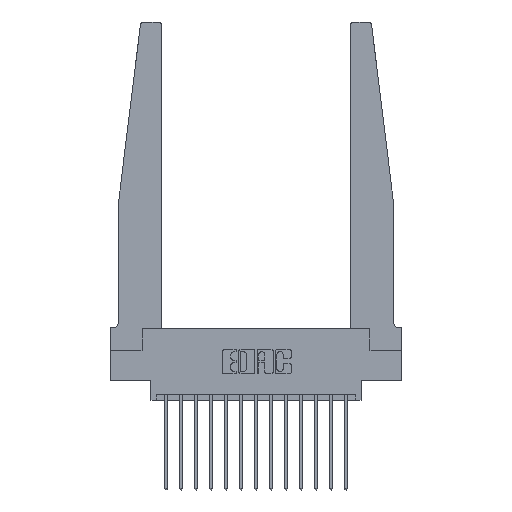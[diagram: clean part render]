
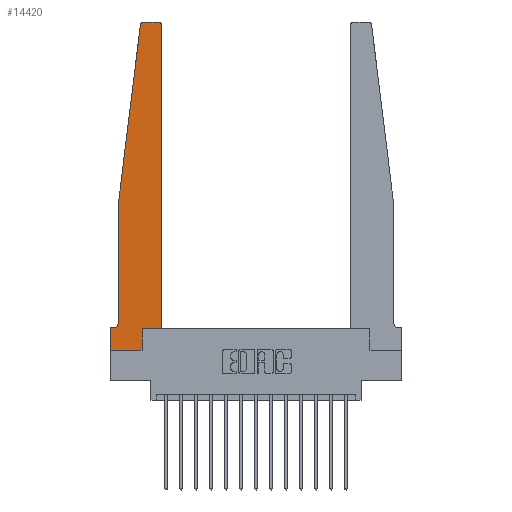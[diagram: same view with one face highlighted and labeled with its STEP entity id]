
A CAD part, top view. The second image highlights one B-rep face of the part: STEP entity #14420.
In plain terms, the highlighted planar face has unit normal (0, 0, 1).
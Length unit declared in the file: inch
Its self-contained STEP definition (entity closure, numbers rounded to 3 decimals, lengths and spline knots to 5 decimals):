
#372 = EDGE_CURVE ( 'NONE', #1385, #8853, #4559, .T. ) ;
#384 = LINE ( 'NONE', #16754, #10672 ) ;
#441 = CARTESIAN_POINT ( 'NONE',  ( 0.395, 2.72, 0.37 ) ) ;
#1385 = VERTEX_POINT ( 'NONE', #4754 ) ;
#1413 = DIRECTION ( 'NONE',  ( 1., 0., 0. ) ) ;
#1732 = CARTESIAN_POINT ( 'NONE',  ( 0., 0.1875, 0.37 ) ) ;
#1781 = DIRECTION ( 'NONE',  ( 1., 0., 0. ) ) ;
#1895 = VERTEX_POINT ( 'NONE', #16940 ) ;
#2900 = DIRECTION ( 'NONE',  ( -1., 0., 0. ) ) ;
#2961 = AXIS2_PLACEMENT_3D ( 'NONE', #11996, #3962, #13316 ) ;
#3075 = LINE ( 'NONE', #10925, #10217 ) ;
#3082 = DIRECTION ( 'NONE',  ( 1., 0., 0. ) ) ;
#3962 = DIRECTION ( 'NONE',  ( 0., 0., 1. ) ) ;
#4102 = DIRECTION ( 'NONE',  ( 0., 0., -1. ) ) ;
#4559 = LINE ( 'NONE', #7654, #15248 ) ;
#4754 = CARTESIAN_POINT ( 'NONE',  ( 0.2605, 0., 0.37 ) ) ;
#4777 = EDGE_LOOP ( 'NONE', ( #5012, #12424, #14972, #5196, #5041, #12009, #9928, #14432, #8759, #12982, #14663, #11328 ) ) ;
#4812 = CARTESIAN_POINT ( 'NONE',  ( 0.395, 2.75, 0.37 ) ) ;
#4968 = VERTEX_POINT ( 'NONE', #5477 ) ;
#5012 = ORIENTED_EDGE ( 'NONE', *, *, #6880, .T. ) ;
#5041 = ORIENTED_EDGE ( 'NONE', *, *, #11266, .T. ) ;
#5156 = VECTOR ( 'NONE', #10223, 39.37008 ) ;
#5181 = CARTESIAN_POINT ( 'NONE',  ( 0.425, 2.72, 0.37 ) ) ;
#5196 = ORIENTED_EDGE ( 'NONE', *, *, #7227, .T. ) ;
#5205 = LINE ( 'NONE', #10764, #15467 ) ;
#5264 = VECTOR ( 'NONE', #15289, 39.37008 ) ;
#5325 = FACE_OUTER_BOUND ( 'NONE', #4777, .T. ) ;
#5330 = CARTESIAN_POINT ( 'NONE',  ( 0.065, 0.1875, 0.37 ) ) ;
#5431 = VERTEX_POINT ( 'NONE', #10704 ) ;
#5451 = VERTEX_POINT ( 'NONE', #10755 ) ;
#5477 = CARTESIAN_POINT ( 'NONE',  ( 0.065, 0.2375, 0.37 ) ) ;
#5485 = AXIS2_PLACEMENT_3D ( 'NONE', #12138, #4102, #13457 ) ;
#5547 = VECTOR ( 'NONE', #10964, 39.37008 ) ;
#5754 = CARTESIAN_POINT ( 'NONE',  ( 0.27653, 2.75, 0.37 ) ) ;
#5987 = CARTESIAN_POINT ( 'NONE',  ( 0.065, 1.25, 0.37 ) ) ;
#6880 = EDGE_CURVE ( 'NONE', #15836, #12089, #3075, .T. ) ;
#7000 = DIRECTION ( 'NONE',  ( 0., 1., 0. ) ) ;
#7227 = EDGE_CURVE ( 'NONE', #13396, #4968, #9155, .T. ) ;
#7493 = EDGE_CURVE ( 'NONE', #14084, #1895, #11226, .T. ) ;
#7631 = EDGE_CURVE ( 'NONE', #1895, #5451, #16221, .T. ) ;
#7654 = CARTESIAN_POINT ( 'NONE',  ( 0.2605, 0.18, 0.37 ) ) ;
#7664 = CARTESIAN_POINT ( 'NONE',  ( 0.015, 0.1875, 0.37 ) ) ;
#7665 = VECTOR ( 'NONE', #13366, 39.37008 ) ;
#8759 = ORIENTED_EDGE ( 'NONE', *, *, #372, .T. ) ;
#8853 = VERTEX_POINT ( 'NONE', #9883 ) ;
#9155 = LINE ( 'NONE', #12910, #5156 ) ;
#9268 = LINE ( 'NONE', #15226, #5264 ) ;
#9536 = EDGE_CURVE ( 'NONE', #8853, #5431, #9268, .T. ) ;
#9634 = CARTESIAN_POINT ( 'NONE',  ( 0., 0., 0.37 ) ) ;
#9692 = CARTESIAN_POINT ( 'NONE',  ( 0.24675, 2.72367, 0.37 ) ) ;
#9777 = PLANE ( 'NONE',  #16166 ) ;
#9834 = DIRECTION ( 'NONE',  ( 0., 0., 1. ) ) ;
#9883 = CARTESIAN_POINT ( 'NONE',  ( 0.2605, 0.18, 0.37 ) ) ;
#9928 = ORIENTED_EDGE ( 'NONE', *, *, #7631, .T. ) ;
#10217 = VECTOR ( 'NONE', #2900, 39.37008 ) ;
#10223 = DIRECTION ( 'NONE',  ( 0., -1., 0. ) ) ;
#10672 = VECTOR ( 'NONE', #14168, 39.37008 ) ;
#10704 = CARTESIAN_POINT ( 'NONE',  ( 0.425, 0.18, 0.37 ) ) ;
#10755 = CARTESIAN_POINT ( 'NONE',  ( 0., 0., 0.37 ) ) ;
#10764 = CARTESIAN_POINT ( 'NONE',  ( 0.425, 0.18, 0.37 ) ) ;
#10774 = VECTOR ( 'NONE', #1413, 39.37008 ) ;
#10794 = VERTEX_POINT ( 'NONE', #9692 ) ;
#10797 = CARTESIAN_POINT ( 'NONE',  ( 0., 0., 0.37 ) ) ;
#10925 = CARTESIAN_POINT ( 'NONE',  ( 0.25, 2.75, 0.37 ) ) ;
#10964 = DIRECTION ( 'NONE',  ( 0., -1., 0. ) ) ;
#11112 = DIRECTION ( 'NONE',  ( 0., 0., 1. ) ) ;
#11226 = LINE ( 'NONE', #5330, #7665 ) ;
#11266 = EDGE_CURVE ( 'NONE', #4968, #14084, #15658, .T. ) ;
#11328 = ORIENTED_EDGE ( 'NONE', *, *, #14437, .T. ) ;
#11996 = CARTESIAN_POINT ( 'NONE',  ( 0.27653, 2.72, 0.37 ) ) ;
#12009 = ORIENTED_EDGE ( 'NONE', *, *, #7493, .T. ) ;
#12089 = VERTEX_POINT ( 'NONE', #5754 ) ;
#12138 = CARTESIAN_POINT ( 'NONE',  ( 0.015, 0.2375, 0.37 ) ) ;
#12424 = ORIENTED_EDGE ( 'NONE', *, *, #14797, .T. ) ;
#12462 = CIRCLE ( 'NONE', #2961, 0.03 ) ;
#12910 = CARTESIAN_POINT ( 'NONE',  ( 0.065, 1.25, 0.37 ) ) ;
#12982 = ORIENTED_EDGE ( 'NONE', *, *, #9536, .T. ) ;
#13316 = DIRECTION ( 'NONE',  ( 1., 0., 0. ) ) ;
#13366 = DIRECTION ( 'NONE',  ( -1., 0., 0. ) ) ;
#13396 = VERTEX_POINT ( 'NONE', #5987 ) ;
#13457 = DIRECTION ( 'NONE',  ( -1., 0., 0. ) ) ;
#13499 = AXIS2_PLACEMENT_3D ( 'NONE', #441, #9834, #1781 ) ;
#14084 = VERTEX_POINT ( 'NONE', #7664 ) ;
#14168 = DIRECTION ( 'NONE',  ( -0.122, -0.992, 0. ) ) ;
#14330 = LINE ( 'NONE', #10797, #10774 ) ;
#14420 = ADVANCED_FACE ( 'NONE', ( #5325 ), #9777, .T. ) ;
#14432 = ORIENTED_EDGE ( 'NONE', *, *, #14926, .T. ) ;
#14437 = EDGE_CURVE ( 'NONE', #14813, #15836, #15989, .T. ) ;
#14663 = ORIENTED_EDGE ( 'NONE', *, *, #16663, .T. ) ;
#14797 = EDGE_CURVE ( 'NONE', #12089, #10794, #12462, .T. ) ;
#14813 = VERTEX_POINT ( 'NONE', #5181 ) ;
#14926 = EDGE_CURVE ( 'NONE', #5451, #1385, #14330, .T. ) ;
#14972 = ORIENTED_EDGE ( 'NONE', *, *, #16318, .T. ) ;
#15226 = CARTESIAN_POINT ( 'NONE',  ( 0.425, 0.18, 0.37 ) ) ;
#15248 = VECTOR ( 'NONE', #16921, 39.37008 ) ;
#15289 = DIRECTION ( 'NONE',  ( 1., 0., 0. ) ) ;
#15467 = VECTOR ( 'NONE', #7000, 39.37008 ) ;
#15658 = CIRCLE ( 'NONE', #5485, 0.05 ) ;
#15836 = VERTEX_POINT ( 'NONE', #4812 ) ;
#15989 = CIRCLE ( 'NONE', #13499, 0.03 ) ;
#16166 = AXIS2_PLACEMENT_3D ( 'NONE', #1732, #11112, #3082 ) ;
#16221 = LINE ( 'NONE', #9634, #5547 ) ;
#16318 = EDGE_CURVE ( 'NONE', #10794, #13396, #384, .T. ) ;
#16663 = EDGE_CURVE ( 'NONE', #5431, #14813, #5205, .T. ) ;
#16754 = CARTESIAN_POINT ( 'NONE',  ( 0.065, 1.25, 0.37 ) ) ;
#16921 = DIRECTION ( 'NONE',  ( 0., 1., 0. ) ) ;
#16940 = CARTESIAN_POINT ( 'NONE',  ( 0., 0.1875, 0.37 ) ) ;
